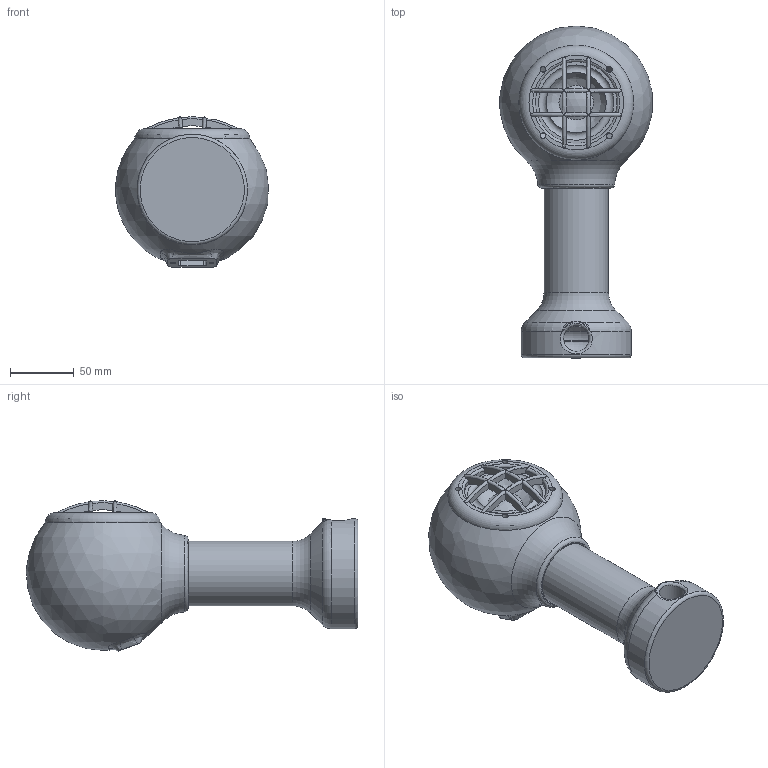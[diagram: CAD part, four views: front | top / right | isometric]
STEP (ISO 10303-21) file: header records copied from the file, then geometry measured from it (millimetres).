
FILE_DESCRIPTION(/* description */ (''),/* implementation_level */ '2;1');
FILE_NAME(/* name */ 'spiral_backload_bassref_speaker.step',/* time_stamp */ '2020-02-27T23:24:50+09:00',/* author */ (''),/* organization */ (''),/* preprocessor_version */ 'ST-DEVELOPER v18',/* originating_system */ 'Autodesk Translation Framework v8.12.0.6',/* authorisation */ '');
FILE_SCHEMA (('AUTOMOTIVE_DESIGN { 1 0 10303 214 3 1 1 }'));
Length unit declared in the file: millimetre
Products named in the file (5): spiral_backload_bassref_speaker; Peerless PLS-P830985; Guard; Base; Enclosure
Assembly tree (4 placements, depth 2):
  spiral_backload_bassref_speaker
    Peerless PLS-P830985
    Guard
    Base
    Enclosure
Bounding box: 119.63 x 260.09 x 117.65 mm (x, y, z)
Volume: 668810.5 mm3; surface area: 192826.5 mm2
Topology: 4 solids, 4 shells, 435 faces, 1291 edges, 830 vertices
Faces by surface type: plane 220, cylinder 87, bspline 82, torus 36, sphere 5, cone 5
Full cylindrical faces by diameter (mm): 3.5 x2, 4.3 x4, 4.5 x8, 11 x7, 20 x2, 26.738 x1, 35.33 x3, 36 x1, 37.002 x3, 38.764 x4, 39 x1, 40.349 x5, 42.6 x4, 50 x1, 50.6 x2, 61.5 x1, 64 x1, 86.6 x1
Entity records: 24117 total; most frequent: CARTESIAN_POINT 12664, ORIENTED_EDGE 2558, DIRECTION 2178, EDGE_CURVE 1279, VERTEX_POINT 831, AXIS2_PLACEMENT_3D 831, LINE 516, VECTOR 516
